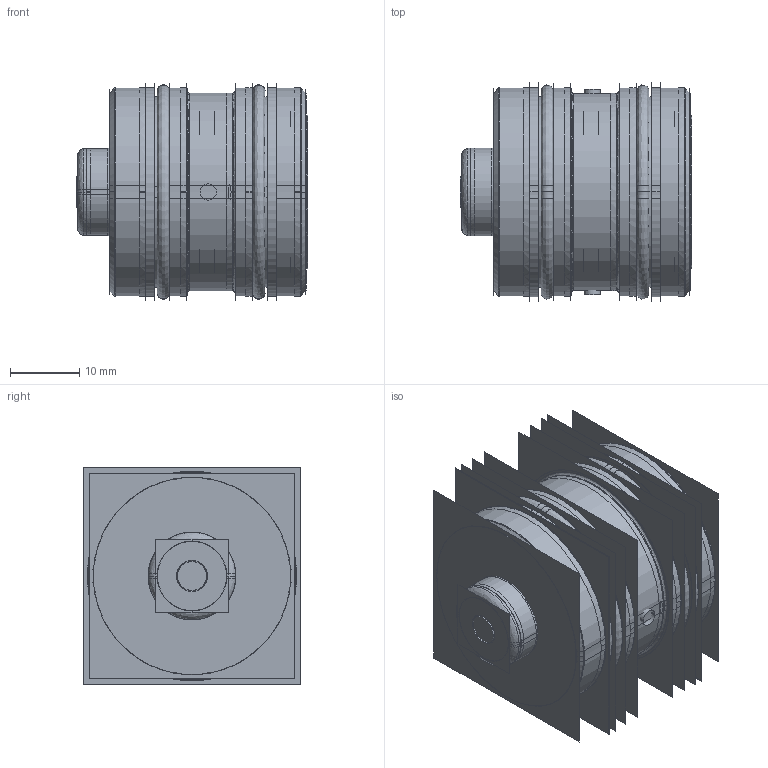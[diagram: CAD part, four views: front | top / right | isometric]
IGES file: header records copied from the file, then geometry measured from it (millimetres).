
Start section:  PTC IGES file: ilc21410900.igs
Global section: file name: ilc21410900.igs; native system: Creo Parametric by Parametric Technology Corporation; preprocessor: 2017170; author: Mjust; organization: Unknown; date: 20200204.140455; units: inch
Bounding box: 33.48 x 31.46 x 31.43 mm (x, y, z)
Surface area: 28651.7 mm2 (no closed solid volume)
Topology: 0 solids, 0 shells, 168 faces, 1893 edges, 2299 vertices
Faces by surface type: revolution 128, bspline 40
